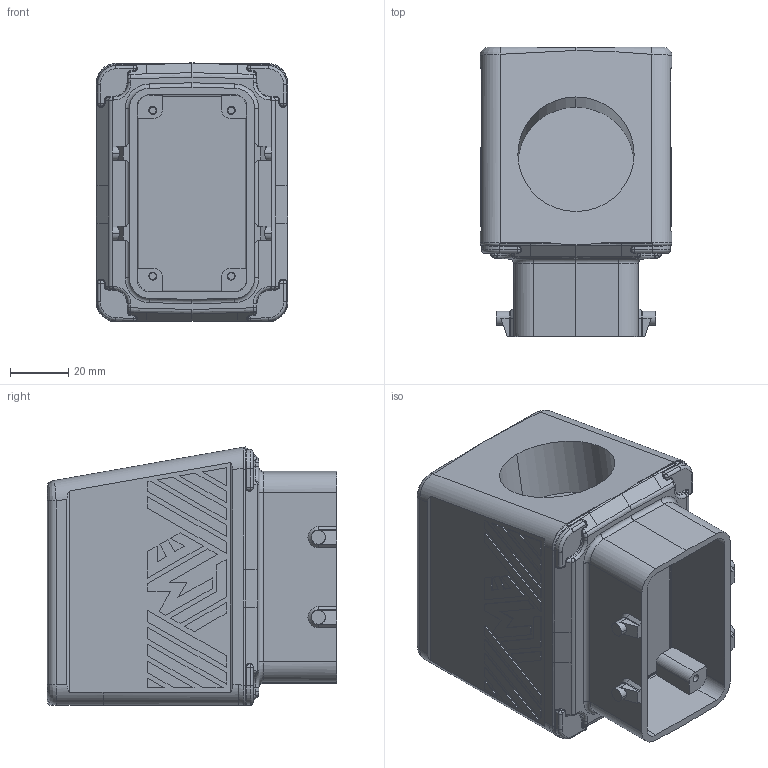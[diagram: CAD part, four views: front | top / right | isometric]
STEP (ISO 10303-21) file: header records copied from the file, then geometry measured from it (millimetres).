
FILE_DESCRIPTION(('CoCreate Modeling STEP Export'),'2;1');
FILE_NAME('MBVO 10.240.stp','2011-05-18T10:13:12',(''),(''),'CoCreate Modeling STEP processor for AP214 (Solid Model)','CoCreate Modeling 16.00A 16-Aug-2008 (C) Parametric Technology GmbH','');
FILE_SCHEMA(('AUTOMOTIVE_DESIGN { 1 0 10303 214 1 1 1 1 }'));
Length unit declared in the file: millimetre
Products named in the file (2): 53848_Body_1_Body_1.1
Assembly tree (1 placements, depth 2):
  53848_Body_1_Body_1.1
    53848_Body_1_Body_1.1
Bounding box: 66.01 x 99.49 x 88.76 mm (x, y, z)
Volume: 352811.4 mm3; surface area: 49434.1 mm2
Topology: 1 solids, 1 shells, 612 faces, 1507 edges, 927 vertices
Faces by surface type: plane 298, cylinder 150, bspline 112, torus 28, sphere 12, cone 12
Entity records: 30646 total; most frequent: CARTESIAN_POINT 16780, ORIENTED_EDGE 3002, DIRECTION 2481, EDGE_CURVE 1501, VERTEX_POINT 927, VECTOR 927, LINE 927, AXIS2_PLACEMENT_3D 777
